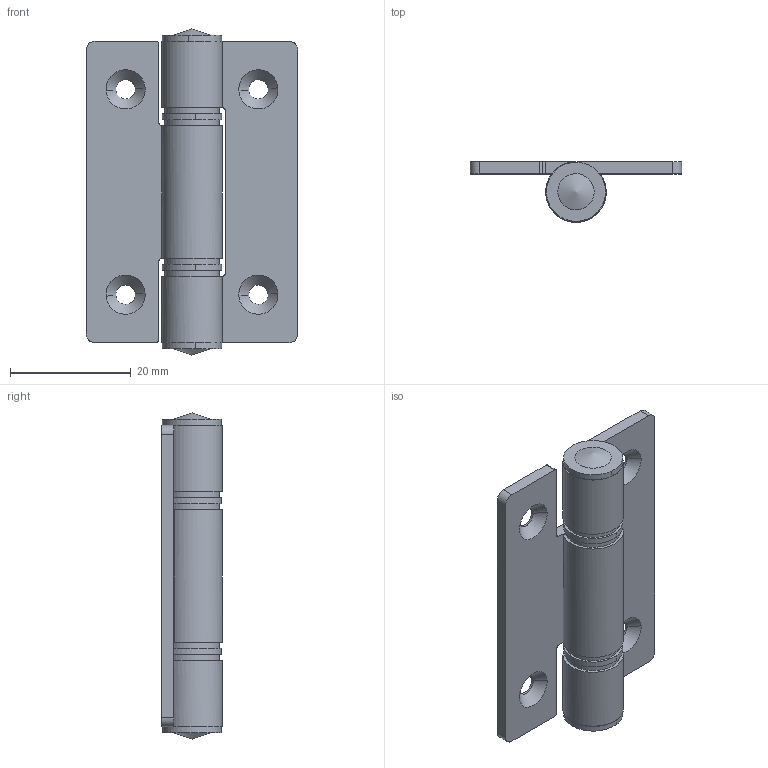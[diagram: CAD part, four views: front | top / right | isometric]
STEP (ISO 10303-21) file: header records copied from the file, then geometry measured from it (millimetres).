
FILE_DESCRIPTION((''),'2;1');
FILE_NAME('','2006-09-07T18:49:47',(''),(''),'','CADfix','');
FILE_SCHEMA(('AUTOMOTIVE_DESIGN'));
Length unit declared in the file: millimetre
Products named in the file (7): washer_A; washer; washer_B; shaft; hinge pieces_B; hinge pieces_A; TH_142_2_27945_36
Assembly tree (11 placements, depth 2):
  TH_142_2_27945_36
    washer_A  x2
    washer  x4
    washer_B  x2
    shaft
    hinge pieces_B
    hinge pieces_A
Bounding box: 35 x 10 x 54 mm (x, y, z)
Volume: 6089.4 mm3; surface area: 8268.5 mm2
Topology: 11 solids, 11 shells, 124 faces, 382 edges, 288 vertices
Faces by surface type: bspline 124
Entity records: 3512 total; most frequent: CARTESIAN_POINT 1853, ORIENTED_EDGE 528, EDGE_CURVE 264, VERTEX_POINT 196, EDGE_LOOP 104, QUASI_UNIFORM_CURVE 102, FACE_OUTER_BOUND 85, ADVANCED_FACE 85
